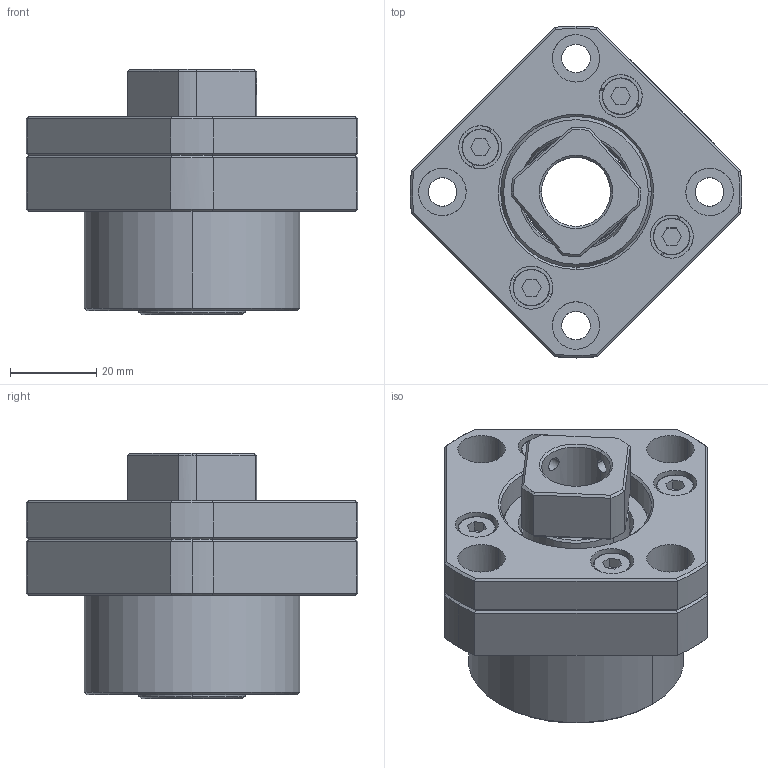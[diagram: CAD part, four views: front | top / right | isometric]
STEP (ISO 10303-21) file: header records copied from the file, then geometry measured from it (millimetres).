
FILE_DESCRIPTION (( 'STEP AP214' ), '1' );
FILE_NAME ('FK17.STEP', '2019-04-08T01:48:15', ( '' ), ( '' ), 'SwSTEP 2.0', 'SolidWorks 2015', '' );
FILE_SCHEMA (( 'AUTOMOTIVE_DESIGN' ));
Length unit declared in the file: millimetre
Products named in the file (1): FK17
Bounding box: 77 x 77 x 57 mm (x, y, z)
Surface area: 27984.4 mm2 (no closed solid volume)
Topology: 0 solids, 35 shells, 779 faces, 2150 edges, 1422 vertices
Faces by surface type: plane 609, cylinder 67, cone 66, bspline 37
Entity records: 28214 total; most frequent: CARTESIAN_POINT 7686, ORIENTED_EDGE 4145, DIRECTION 3638, EDGE_CURVE 2142, LINE 1712, VECTOR 1712, VERTEX_POINT 1422, AXIS2_PLACEMENT_3D 963
